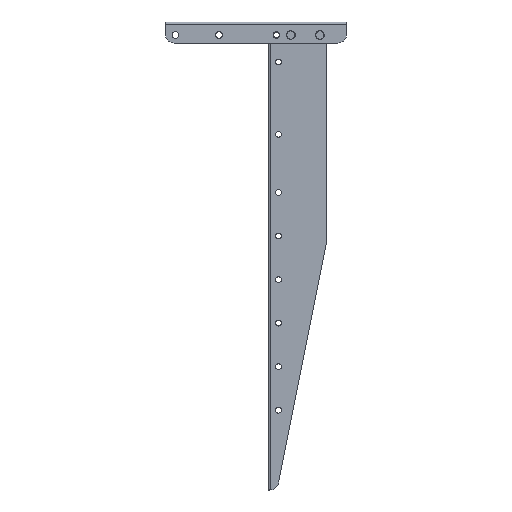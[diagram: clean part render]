
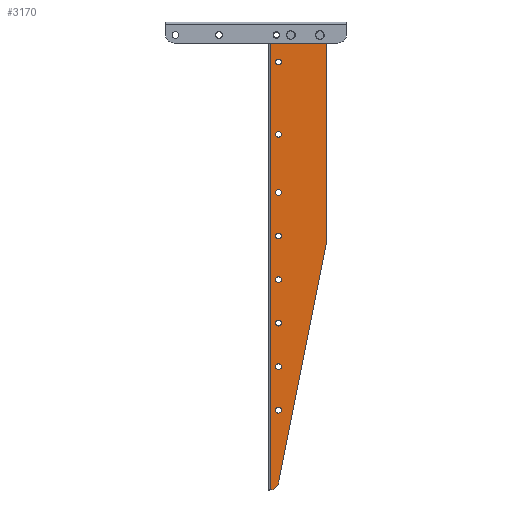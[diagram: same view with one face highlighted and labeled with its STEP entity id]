
A CAD part, left-side view. The second image highlights one B-rep face of the part: STEP entity #3170.
In plain terms, the highlighted planar face has unit normal (-1, 0, 0).
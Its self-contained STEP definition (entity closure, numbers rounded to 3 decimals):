
#1 = CARTESIAN_POINT ( 'NONE',  ( -22., -97., -303.5 ) ) ;
#2 = DIRECTION ( 'NONE',  ( 0., 0., -1. ) ) ;
#3 = DIRECTION ( 'NONE',  ( 1., 0., 0. ) ) ;
#4 = CARTESIAN_POINT ( 'NONE',  ( -22., -31., -533.5 ) ) ;
#5 = DIRECTION ( 'NONE',  ( 0., 0., -1. ) ) ;
#6 = DIRECTION ( 'NONE',  ( 0., 0., -1. ) ) ;
#8 = DIRECTION ( 'NONE',  ( 1., 0., 0. ) ) ;
#9 = DIRECTION ( 'NONE',  ( 0., 0., -1. ) ) ;
#10 = CARTESIAN_POINT ( 'NONE',  ( -22., -31., -353.5 ) ) ;
#11 = DIRECTION ( 'NONE',  ( 1., 0., 0. ) ) ;
#12 = CARTESIAN_POINT ( 'NONE',  ( -22., -31., -413.5 ) ) ;
#13 = DIRECTION ( 'NONE',  ( 0., 0., -1. ) ) ;
#14 = DIRECTION ( 'NONE',  ( 1., 0., 0. ) ) ;
#15 = CARTESIAN_POINT ( 'NONE',  ( -22., -31., -233.5 ) ) ;
#58 = DIRECTION ( 'NONE',  ( 0., 0., -1. ) ) ;
#216 = VECTOR ( 'NONE', #1350, 1000. ) ;
#221 = CIRCLE ( 'NONE', #2819, 12. ) ;
#222 = CIRCLE ( 'NONE', #2818, 4. ) ;
#223 = CIRCLE ( 'NONE', #2817, 4. ) ;
#224 = CIRCLE ( 'NONE', #2816, 4. ) ;
#225 = CIRCLE ( 'NONE', #2815, 4. ) ;
#226 = CIRCLE ( 'NONE', #2814, 4. ) ;
#227 = CIRCLE ( 'NONE', #2813, 4. ) ;
#228 = CIRCLE ( 'NONE', #2812, 4. ) ;
#230 = LINE ( 'NONE', #1, #216 ) ;
#249 = CIRCLE ( 'NONE', #2811, 4. ) ;
#265 = VECTOR ( 'NONE', #3437, 1000. ) ;
#271 = LINE ( 'NONE', #3443, #265 ) ;
#438 = VERTEX_POINT ( 'NONE', #3822 ) ;
#497 = VERTEX_POINT ( 'NONE', #3455 ) ;
#590 = CARTESIAN_POINT ( 'NONE',  ( -22., -31., -153.5 ) ) ;
#591 = DIRECTION ( 'NONE',  ( 1., 0., 0. ) ) ;
#1208 = CARTESIAN_POINT ( 'NONE',  ( -22., 125., -27.5 ) ) ;
#1218 = CARTESIAN_POINT ( 'NONE',  ( -22., -19.5, -3.5 ) ) ;
#1219 = DIRECTION ( 'NONE',  ( 0., 0., -1. ) ) ;
#1225 = DIRECTION ( 'NONE',  ( 0., 1., 0. ) ) ;
#1350 = DIRECTION ( 'NONE',  ( 0., -0.196, 0.981 ) ) ;
#1463 = CARTESIAN_POINT ( 'NONE',  ( -22., -19.162, -631.5 ) ) ;
#1711 = EDGE_LOOP ( 'NONE', ( #4398 ) ) ;
#1712 = EDGE_LOOP ( 'NONE', ( #4399 ) ) ;
#1716 = EDGE_LOOP ( 'NONE', ( #4392 ) ) ;
#1717 = EDGE_LOOP ( 'NONE', ( #4394 ) ) ;
#1727 = EDGE_LOOP ( 'NONE', ( #4401, #4402, #4403, #4404, #4405 ) ) ;
#1728 = EDGE_LOOP ( 'NONE', ( #4395 ) ) ;
#1729 = EDGE_LOOP ( 'NONE', ( #4396 ) ) ;
#1733 = EDGE_LOOP ( 'NONE', ( #4397 ) ) ;
#1754 = EDGE_LOOP ( 'NONE', ( #4400 ) ) ;
#1771 = DIRECTION ( 'NONE',  ( 1., 0., 0. ) ) ;
#1773 = CARTESIAN_POINT ( 'NONE',  ( -22., -31., -293.5 ) ) ;
#1780 = EDGE_CURVE ( 'NONE', #5281, #5286, #271, .T. ) ;
#1810 = EDGE_CURVE ( 'NONE', #3663, #3663, #249, .T. ) ;
#1811 = EDGE_CURVE ( 'NONE', #3664, #3664, #228, .T. ) ;
#1812 = EDGE_CURVE ( 'NONE', #3665, #3665, #227, .T. ) ;
#1813 = EDGE_CURVE ( 'NONE', #3666, #3666, #226, .T. ) ;
#1814 = EDGE_CURVE ( 'NONE', #3667, #3667, #225, .T. ) ;
#1815 = EDGE_CURVE ( 'NONE', #3668, #3668, #224, .T. ) ;
#1816 = EDGE_CURVE ( 'NONE', #3669, #3669, #223, .T. ) ;
#1817 = EDGE_CURVE ( 'NONE', #3670, #3670, #222, .T. ) ;
#1818 = EDGE_CURVE ( 'NONE', #438, #497, #221, .T. ) ;
#1821 = EDGE_CURVE ( 'NONE', #497, #5286, #230, .T. ) ;
#2117 = DIRECTION ( 'NONE',  ( -1., 0., 0. ) ) ;
#2122 = CARTESIAN_POINT ( 'NONE',  ( -22., -97., -3.5 ) ) ;
#2123 = PLANE ( 'NONE',  #4666 ) ;
#2124 = DIRECTION ( 'NONE',  ( 0., -1., 0. ) ) ;
#2234 = CARTESIAN_POINT ( 'NONE',  ( -22., -19.5, -27.5 ) ) ;
#2239 = CARTESIAN_POINT ( 'NONE',  ( -22., -97., -27.5 ) ) ;
#2244 = CARTESIAN_POINT ( 'NONE',  ( -22., -97., -303.5 ) ) ;
#2306 = CARTESIAN_POINT ( 'NONE',  ( -22., -31., -157.5 ) ) ;
#2307 = CARTESIAN_POINT ( 'NONE',  ( -22., -31., -297.5 ) ) ;
#2308 = CARTESIAN_POINT ( 'NONE',  ( -22., -31., -477.5 ) ) ;
#2309 = CARTESIAN_POINT ( 'NONE',  ( -22., -31., -357.5 ) ) ;
#2310 = CARTESIAN_POINT ( 'NONE',  ( -22., -31., -237.5 ) ) ;
#2311 = CARTESIAN_POINT ( 'NONE',  ( -22., -31., -417.5 ) ) ;
#2312 = CARTESIAN_POINT ( 'NONE',  ( -22., -31., -537.5 ) ) ;
#2313 = CARTESIAN_POINT ( 'NONE',  ( -22., -31., -57.5 ) ) ;
#2327 = DIRECTION ( 'NONE',  ( 1., 0., 0. ) ) ;
#2330 = CARTESIAN_POINT ( 'NONE',  ( -22., -31., -53.5 ) ) ;
#2756 = EDGE_CURVE ( 'NONE', #5276, #438, #3941, .T. ) ;
#2759 = EDGE_CURVE ( 'NONE', #5281, #5276, #3946, .T. ) ;
#2811 = AXIS2_PLACEMENT_3D ( 'NONE', #590, #591, #3775 ) ;
#2812 = AXIS2_PLACEMENT_3D ( 'NONE', #1773, #1771, #4156 ) ;
#2813 = AXIS2_PLACEMENT_3D ( 'NONE', #3193, #3192, #6 ) ;
#2814 = AXIS2_PLACEMENT_3D ( 'NONE', #10, #8, #5 ) ;
#2815 = AXIS2_PLACEMENT_3D ( 'NONE', #15, #14, #13 ) ;
#2816 = AXIS2_PLACEMENT_3D ( 'NONE', #12, #11, #9 ) ;
#2817 = AXIS2_PLACEMENT_3D ( 'NONE', #4, #3, #2 ) ;
#2818 = AXIS2_PLACEMENT_3D ( 'NONE', #2330, #2327, #4155 ) ;
#2819 = AXIS2_PLACEMENT_3D ( 'NONE', #1463, #2904, #58 ) ;
#2904 = DIRECTION ( 'NONE',  ( -1., 0., 0. ) ) ;
#3170 = ADVANCED_FACE ( 'NONE', ( #3578, #3582, #3579, #3581, #3580, #3583, #3584, #3585, #3586 ), #2123, .T. ) ;
#3192 = DIRECTION ( 'NONE',  ( 1., 0., 0. ) ) ;
#3193 = CARTESIAN_POINT ( 'NONE',  ( -22., -31., -473.5 ) ) ;
#3437 = DIRECTION ( 'NONE',  ( 0., 0., -1. ) ) ;
#3443 = CARTESIAN_POINT ( 'NONE',  ( -22., -97., -3.5 ) ) ;
#3455 = CARTESIAN_POINT ( 'NONE',  ( -22., -30.929, -633.853 ) ) ;
#3578 = FACE_BOUND ( 'NONE', #1716, .T. ) ;
#3579 = FACE_BOUND ( 'NONE', #1728, .T. ) ;
#3580 = FACE_BOUND ( 'NONE', #1733, .T. ) ;
#3581 = FACE_BOUND ( 'NONE', #1729, .T. ) ;
#3582 = FACE_BOUND ( 'NONE', #1717, .T. ) ;
#3583 = FACE_BOUND ( 'NONE', #1711, .T. ) ;
#3584 = FACE_BOUND ( 'NONE', #1712, .T. ) ;
#3585 = FACE_BOUND ( 'NONE', #1754, .T. ) ;
#3586 = FACE_OUTER_BOUND ( 'NONE', #1727, .T. ) ;
#3663 = VERTEX_POINT ( 'NONE', #2306 ) ;
#3664 = VERTEX_POINT ( 'NONE', #2307 ) ;
#3665 = VERTEX_POINT ( 'NONE', #2308 ) ;
#3666 = VERTEX_POINT ( 'NONE', #2309 ) ;
#3667 = VERTEX_POINT ( 'NONE', #2310 ) ;
#3668 = VERTEX_POINT ( 'NONE', #2311 ) ;
#3669 = VERTEX_POINT ( 'NONE', #2312 ) ;
#3670 = VERTEX_POINT ( 'NONE', #2313 ) ;
#3775 = DIRECTION ( 'NONE',  ( 0., 0., -1. ) ) ;
#3822 = CARTESIAN_POINT ( 'NONE',  ( -22., -19.5, -643.498 ) ) ;
#3932 = VECTOR ( 'NONE', #1225, 1000. ) ;
#3938 = VECTOR ( 'NONE', #1219, 1000. ) ;
#3941 = LINE ( 'NONE', #1218, #3938 ) ;
#3946 = LINE ( 'NONE', #1208, #3932 ) ;
#4155 = DIRECTION ( 'NONE',  ( 0., 0., -1. ) ) ;
#4156 = DIRECTION ( 'NONE',  ( 0., 0., -1. ) ) ;
#4392 = ORIENTED_EDGE ( 'NONE', *, *, #1810, .T. ) ;
#4394 = ORIENTED_EDGE ( 'NONE', *, *, #1811, .T. ) ;
#4395 = ORIENTED_EDGE ( 'NONE', *, *, #1812, .T. ) ;
#4396 = ORIENTED_EDGE ( 'NONE', *, *, #1813, .T. ) ;
#4397 = ORIENTED_EDGE ( 'NONE', *, *, #1814, .T. ) ;
#4398 = ORIENTED_EDGE ( 'NONE', *, *, #1815, .T. ) ;
#4399 = ORIENTED_EDGE ( 'NONE', *, *, #1816, .T. ) ;
#4400 = ORIENTED_EDGE ( 'NONE', *, *, #1817, .T. ) ;
#4401 = ORIENTED_EDGE ( 'NONE', *, *, #1780, .F. ) ;
#4402 = ORIENTED_EDGE ( 'NONE', *, *, #2759, .T. ) ;
#4403 = ORIENTED_EDGE ( 'NONE', *, *, #2756, .T. ) ;
#4404 = ORIENTED_EDGE ( 'NONE', *, *, #1818, .T. ) ;
#4405 = ORIENTED_EDGE ( 'NONE', *, *, #1821, .T. ) ;
#4666 = AXIS2_PLACEMENT_3D ( 'NONE', #2122, #2117, #2124 ) ;
#5276 = VERTEX_POINT ( 'NONE', #2234 ) ;
#5281 = VERTEX_POINT ( 'NONE', #2239 ) ;
#5286 = VERTEX_POINT ( 'NONE', #2244 ) ;
